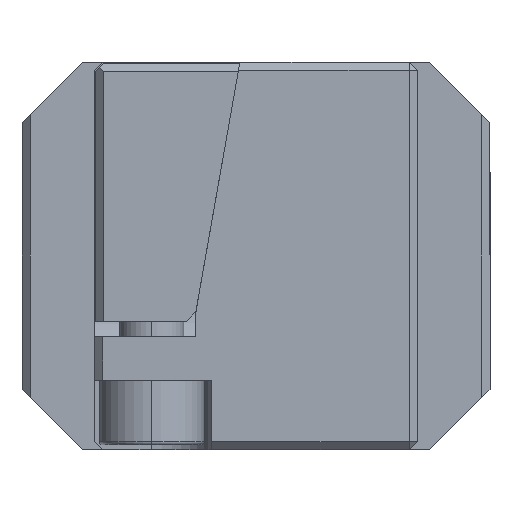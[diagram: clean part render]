
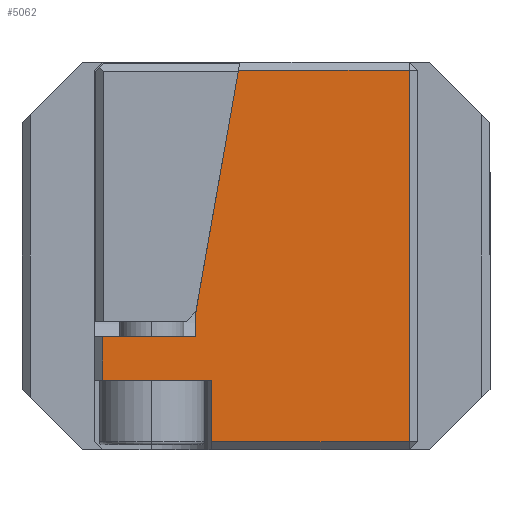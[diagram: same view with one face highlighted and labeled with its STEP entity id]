
A CAD part, left-side view. The second image highlights one B-rep face of the part: STEP entity #5062.
In plain terms, the highlighted planar face has unit normal (-1, 0, 0).
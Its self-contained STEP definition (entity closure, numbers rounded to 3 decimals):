
#646 = DIRECTION ( 'NONE',  ( 0., 0., -1. ) ) ;
#1514 = LINE ( 'NONE', #7871, #19477 ) ;
#2014 = CARTESIAN_POINT ( 'NONE',  ( -140., 5.5, -23. ) ) ;
#2037 = DIRECTION ( 'NONE',  ( 0., 0., 1. ) ) ;
#2089 = PLANE ( 'NONE',  #7025 ) ;
#2204 = DIRECTION ( 'NONE',  ( 0., -0.174, 0.985 ) ) ;
#2662 = CARTESIAN_POINT ( 'NONE',  ( -140., 19., 24. ) ) ;
#2702 = CARTESIAN_POINT ( 'NONE',  ( -140., 7.5, -10. ) ) ;
#3037 = DIRECTION ( 'NONE',  ( 0., 1., 0. ) ) ;
#3576 = ORIENTED_EDGE ( 'NONE', *, *, #11427, .T. ) ;
#4032 = DIRECTION ( 'NONE',  ( 0., 0., -1. ) ) ;
#4041 = ORIENTED_EDGE ( 'NONE', *, *, #17905, .T. ) ;
#4173 = CARTESIAN_POINT ( 'NONE',  ( -140., 5.5, -15.4 ) ) ;
#4359 = CARTESIAN_POINT ( 'NONE',  ( -140., -19., -23. ) ) ;
#4673 = DIRECTION ( 'NONE',  ( 0., -1., 0. ) ) ;
#4909 = CARTESIAN_POINT ( 'NONE',  ( -140., 19., -10. ) ) ;
#5062 = ADVANCED_FACE ( 'NONE', ( #10268 ), #2089, .F. ) ;
#5137 = VERTEX_POINT ( 'NONE', #15547 ) ;
#5302 = EDGE_CURVE ( 'NONE', #8774, #5137, #18441, .T. ) ;
#5525 = CARTESIAN_POINT ( 'NONE',  ( -140., 20., 24. ) ) ;
#5993 = ORIENTED_EDGE ( 'NONE', *, *, #5302, .F. ) ;
#6165 = ORIENTED_EDGE ( 'NONE', *, *, #11580, .T. ) ;
#6355 = CARTESIAN_POINT ( 'NONE',  ( -140., 7.5, 24. ) ) ;
#6564 = CARTESIAN_POINT ( 'NONE',  ( -140., 19., -15.4 ) ) ;
#7025 = AXIS2_PLACEMENT_3D ( 'NONE', #5525, #16869, #4032 ) ;
#7448 = VERTEX_POINT ( 'NONE', #20738 ) ;
#7534 = EDGE_CURVE ( 'NONE', #7448, #7821, #11228, .T. ) ;
#7596 = VECTOR ( 'NONE', #2204, 1000. ) ;
#7599 = VECTOR ( 'NONE', #19780, 1000. ) ;
#7821 = VERTEX_POINT ( 'NONE', #8959 ) ;
#7871 = CARTESIAN_POINT ( 'NONE',  ( -140., -19., 24. ) ) ;
#7972 = CARTESIAN_POINT ( 'NONE',  ( -140., 20., -10. ) ) ;
#7974 = EDGE_CURVE ( 'NONE', #19400, #8774, #17807, .T. ) ;
#8002 = ORIENTED_EDGE ( 'NONE', *, *, #10190, .F. ) ;
#8774 = VERTEX_POINT ( 'NONE', #2702 ) ;
#8959 = CARTESIAN_POINT ( 'NONE',  ( -140., 2.176, 23. ) ) ;
#9895 = VECTOR ( 'NONE', #3037, 1000. ) ;
#10190 = EDGE_CURVE ( 'NONE', #5137, #7821, #11997, .T. ) ;
#10268 = FACE_OUTER_BOUND ( 'NONE', #19430, .T. ) ;
#10317 = VECTOR ( 'NONE', #646, 1000. ) ;
#10557 = EDGE_CURVE ( 'NONE', #19400, #16023, #13891, .T. ) ;
#11228 = LINE ( 'NONE', #17831, #9895 ) ;
#11371 = ORIENTED_EDGE ( 'NONE', *, *, #18938, .T. ) ;
#11427 = EDGE_CURVE ( 'NONE', #16023, #16404, #20857, .T. ) ;
#11449 = LINE ( 'NONE', #18162, #7599 ) ;
#11580 = EDGE_CURVE ( 'NONE', #16404, #13221, #11449, .T. ) ;
#11890 = DIRECTION ( 'NONE',  ( 0., -1., 0. ) ) ;
#11997 = LINE ( 'NONE', #17202, #7596 ) ;
#12200 = LINE ( 'NONE', #18823, #19837 ) ;
#13221 = VERTEX_POINT ( 'NONE', #2014 ) ;
#13891 = LINE ( 'NONE', #2662, #10317 ) ;
#14140 = CARTESIAN_POINT ( 'NONE',  ( -140., 20., -15.4 ) ) ;
#14216 = DIRECTION ( 'NONE',  ( 0., -1., 0. ) ) ;
#15547 = CARTESIAN_POINT ( 'NONE',  ( -140., 7.5, -7.192 ) ) ;
#15639 = VECTOR ( 'NONE', #2037, 1000. ) ;
#16023 = VERTEX_POINT ( 'NONE', #6564 ) ;
#16114 = VECTOR ( 'NONE', #14216, 1000. ) ;
#16164 = ORIENTED_EDGE ( 'NONE', *, *, #7974, .F. ) ;
#16404 = VERTEX_POINT ( 'NONE', #4173 ) ;
#16824 = VERTEX_POINT ( 'NONE', #4359 ) ;
#16852 = ORIENTED_EDGE ( 'NONE', *, *, #7534, .T. ) ;
#16869 = DIRECTION ( 'NONE',  ( 1., 0., 0. ) ) ;
#17202 = CARTESIAN_POINT ( 'NONE',  ( -140., 7.995, -10. ) ) ;
#17729 = ORIENTED_EDGE ( 'NONE', *, *, #10557, .T. ) ;
#17807 = LINE ( 'NONE', #7972, #16114 ) ;
#17831 = CARTESIAN_POINT ( 'NONE',  ( -140., 20., 23. ) ) ;
#17905 = EDGE_CURVE ( 'NONE', #13221, #16824, #12200, .T. ) ;
#18162 = CARTESIAN_POINT ( 'NONE',  ( -140., 5.5, 24. ) ) ;
#18441 = LINE ( 'NONE', #6355, #15639 ) ;
#18823 = CARTESIAN_POINT ( 'NONE',  ( -140., 20., -23. ) ) ;
#18938 = EDGE_CURVE ( 'NONE', #16824, #7448, #1514, .T. ) ;
#19400 = VERTEX_POINT ( 'NONE', #4909 ) ;
#19430 = EDGE_LOOP ( 'NONE', ( #17729, #3576, #6165, #4041, #11371, #16852, #8002, #5993, #16164 ) ) ;
#19477 = VECTOR ( 'NONE', #20830, 1000. ) ;
#19780 = DIRECTION ( 'NONE',  ( 0., 0., -1. ) ) ;
#19837 = VECTOR ( 'NONE', #11890, 1000. ) ;
#20699 = VECTOR ( 'NONE', #4673, 1000. ) ;
#20738 = CARTESIAN_POINT ( 'NONE',  ( -140., -19., 23. ) ) ;
#20830 = DIRECTION ( 'NONE',  ( 0., 0., 1. ) ) ;
#20857 = LINE ( 'NONE', #14140, #20699 ) ;
